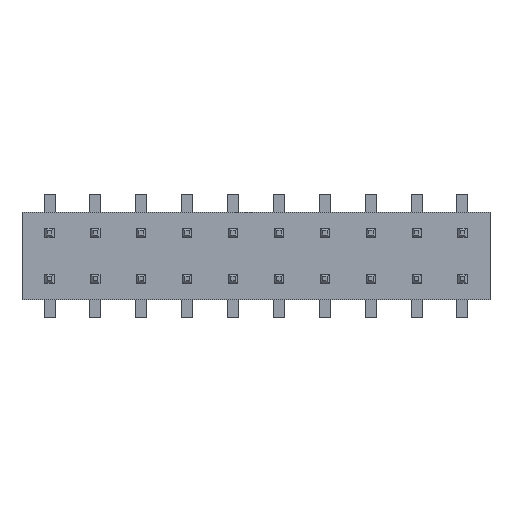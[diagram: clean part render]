
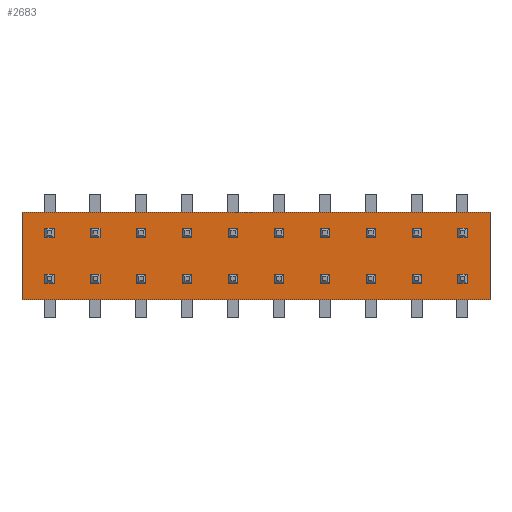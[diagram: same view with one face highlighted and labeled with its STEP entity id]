
A CAD part, top view. The second image highlights one B-rep face of the part: STEP entity #2683.
In plain terms, the highlighted planar face has unit normal (0, 0, 1).
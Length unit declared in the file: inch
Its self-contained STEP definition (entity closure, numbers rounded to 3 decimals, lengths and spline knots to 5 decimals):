
#2683=ADVANCED_FACE('',(#3335),#3009,.T.);
#3009=PLANE('',#7656);
#3335=FACE_OUTER_BOUND('',#3661,.T.);
#3661=EDGE_LOOP('',(#3999,#4000,#4001,#4002));
#3999=ORIENTED_EDGE('',*,*,#5697,.T.);
#4000=ORIENTED_EDGE('',*,*,#5701,.T.);
#4001=ORIENTED_EDGE('',*,*,#5704,.T.);
#4002=ORIENTED_EDGE('',*,*,#5706,.T.);
#5289=VERTEX_POINT('',#9289);
#5290=VERTEX_POINT('',#9291);
#5292=VERTEX_POINT('',#9297);
#5294=VERTEX_POINT('',#9303);
#5697=EDGE_CURVE('',#5290,#5289,#6349,.T.);
#5701=EDGE_CURVE('',#5289,#5292,#6353,.T.);
#5704=EDGE_CURVE('',#5292,#5294,#6356,.T.);
#5706=EDGE_CURVE('',#5294,#5290,#6358,.T.);
#6349=LINE('',#9290,#7001);
#6353=LINE('',#9298,#7005);
#6356=LINE('',#9304,#7008);
#6358=LINE('',#9307,#7010);
#7001=VECTOR('',#7982,1.);
#7005=VECTOR('',#7988,1.);
#7008=VECTOR('',#7993,1.);
#7010=VECTOR('',#7997,1.);
#7656=AXIS2_PLACEMENT_3D('',#9309,#8000,#8001);
#7982=DIRECTION('',(0.,-1.,0.));
#7988=DIRECTION('',(1.,0.,0.));
#7993=DIRECTION('',(0.,1.,0.));
#7997=DIRECTION('',(-1.,0.,0.));
#8000=DIRECTION('',(0.,0.,1.));
#8001=DIRECTION('',(1.,0.,0.));
#9289=CARTESIAN_POINT('',(0.,0.,0.1));
#9290=CARTESIAN_POINT('',(0.,0.19,0.1));
#9291=CARTESIAN_POINT('',(0.,0.19,0.1));
#9297=CARTESIAN_POINT('',(1.02,0.,0.1));
#9298=CARTESIAN_POINT('',(0.,0.,0.1));
#9303=CARTESIAN_POINT('',(1.02,0.19,0.1));
#9304=CARTESIAN_POINT('',(1.02,0.,0.1));
#9307=CARTESIAN_POINT('',(1.02,0.19,0.1));
#9309=CARTESIAN_POINT('',(0.,0.,0.1));
